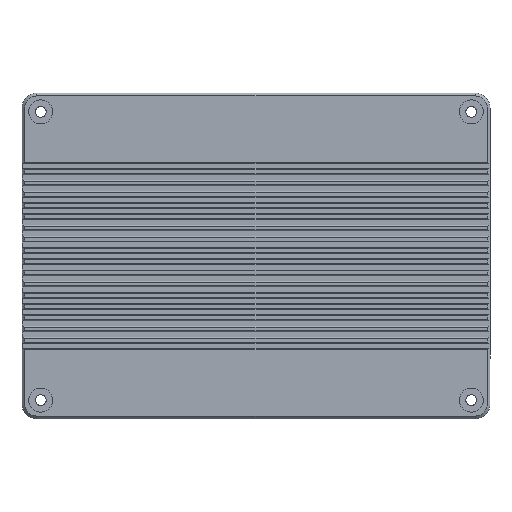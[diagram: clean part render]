
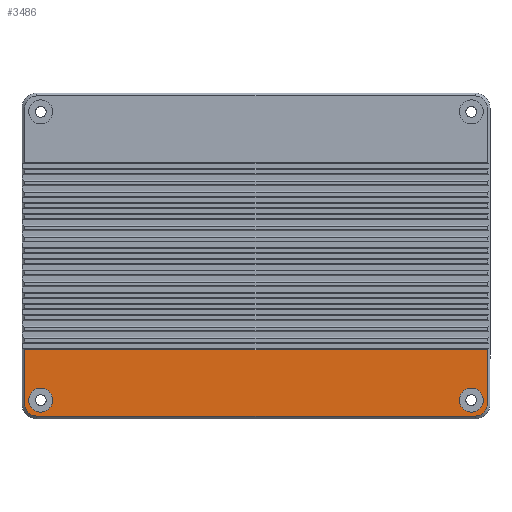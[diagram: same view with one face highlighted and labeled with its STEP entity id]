
A CAD part, top view. The second image highlights one B-rep face of the part: STEP entity #3486.
In plain terms, the highlighted planar face has unit normal (0, 0, 1).
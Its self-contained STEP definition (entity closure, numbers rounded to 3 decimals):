
#664 = VERTEX_POINT('',#665);
#665 = CARTESIAN_POINT('',(61.75,-25.,1.5));
#671 = EDGE_CURVE('',#672,#664,#674,.T.);
#672 = VERTEX_POINT('',#673);
#673 = CARTESIAN_POINT('',(61.75,-39.5,1.5));
#674 = LINE('',#675,#676);
#675 = CARTESIAN_POINT('',(61.75,-39.5,1.5));
#676 = VECTOR('',#677,1.);
#677 = DIRECTION('',(0.,1.,0.));
#3441 = EDGE_CURVE('',#3442,#664,#3444,.T.);
#3442 = VERTEX_POINT('',#3443);
#3443 = CARTESIAN_POINT('',(-61.75,-25.,1.5));
#3444 = LINE('',#3445,#3446);
#3445 = CARTESIAN_POINT('',(-62.5,-25.,1.5));
#3446 = VECTOR('',#3447,1.);
#3447 = DIRECTION('',(1.,0.,0.));
#3466 = VERTEX_POINT('',#3467);
#3467 = CARTESIAN_POINT('',(58.5,-42.75,1.5));
#3475 = EDGE_CURVE('',#3466,#672,#3476,.T.);
#3476 = CIRCLE('',#3477,3.25);
#3477 = AXIS2_PLACEMENT_3D('',#3478,#3479,#3480);
#3478 = CARTESIAN_POINT('',(58.5,-39.5,1.5));
#3479 = DIRECTION('',(-0.,0.,1.));
#3480 = DIRECTION('',(0.,-1.,0.));
#3486 = ADVANCED_FACE('',(#3487,#3515,#3526),#3537,.T.);
#3487 = FACE_BOUND('',#3488,.T.);
#3488 = EDGE_LOOP('',(#3489,#3490,#3498,#3507,#3513,#3514));
#3489 = ORIENTED_EDGE('',*,*,#3441,.F.);
#3490 = ORIENTED_EDGE('',*,*,#3491,.T.);
#3491 = EDGE_CURVE('',#3442,#3492,#3494,.T.);
#3492 = VERTEX_POINT('',#3493);
#3493 = CARTESIAN_POINT('',(-61.75,-39.5,1.5));
#3494 = LINE('',#3495,#3496);
#3495 = CARTESIAN_POINT('',(-61.75,-25.,1.5));
#3496 = VECTOR('',#3497,1.);
#3497 = DIRECTION('',(0.,-1.,0.));
#3498 = ORIENTED_EDGE('',*,*,#3499,.T.);
#3499 = EDGE_CURVE('',#3492,#3500,#3502,.T.);
#3500 = VERTEX_POINT('',#3501);
#3501 = CARTESIAN_POINT('',(-58.5,-42.75,1.5));
#3502 = CIRCLE('',#3503,3.25);
#3503 = AXIS2_PLACEMENT_3D('',#3504,#3505,#3506);
#3504 = CARTESIAN_POINT('',(-58.5,-39.5,1.5));
#3505 = DIRECTION('',(0.,0.,1.));
#3506 = DIRECTION('',(-1.,0.,0.));
#3507 = ORIENTED_EDGE('',*,*,#3508,.T.);
#3508 = EDGE_CURVE('',#3500,#3466,#3509,.T.);
#3509 = LINE('',#3510,#3511);
#3510 = CARTESIAN_POINT('',(-58.5,-42.75,1.5));
#3511 = VECTOR('',#3512,1.);
#3512 = DIRECTION('',(1.,0.,0.));
#3513 = ORIENTED_EDGE('',*,*,#3475,.T.);
#3514 = ORIENTED_EDGE('',*,*,#671,.T.);
#3515 = FACE_BOUND('',#3516,.T.);
#3516 = EDGE_LOOP('',(#3517));
#3517 = ORIENTED_EDGE('',*,*,#3518,.F.);
#3518 = EDGE_CURVE('',#3519,#3519,#3521,.T.);
#3519 = VERTEX_POINT('',#3520);
#3520 = CARTESIAN_POINT('',(-54.3,-38.5,1.5));
#3521 = CIRCLE('',#3522,3.2);
#3522 = AXIS2_PLACEMENT_3D('',#3523,#3524,#3525);
#3523 = CARTESIAN_POINT('',(-57.5,-38.5,1.5));
#3524 = DIRECTION('',(0.,0.,1.));
#3525 = DIRECTION('',(1.,0.,0.));
#3526 = FACE_BOUND('',#3527,.T.);
#3527 = EDGE_LOOP('',(#3528));
#3528 = ORIENTED_EDGE('',*,*,#3529,.F.);
#3529 = EDGE_CURVE('',#3530,#3530,#3532,.T.);
#3530 = VERTEX_POINT('',#3531);
#3531 = CARTESIAN_POINT('',(60.7,-38.5,1.5));
#3532 = CIRCLE('',#3533,3.2);
#3533 = AXIS2_PLACEMENT_3D('',#3534,#3535,#3536);
#3534 = CARTESIAN_POINT('',(57.5,-38.5,1.5));
#3535 = DIRECTION('',(0.,0.,1.));
#3536 = DIRECTION('',(1.,0.,0.));
#3537 = PLANE('',#3538);
#3538 = AXIS2_PLACEMENT_3D('',#3539,#3540,#3541);
#3539 = CARTESIAN_POINT('',(0.,0.,1.5)
  );
#3540 = DIRECTION('',(0.,0.,1.));
#3541 = DIRECTION('',(1.,0.,0.));
